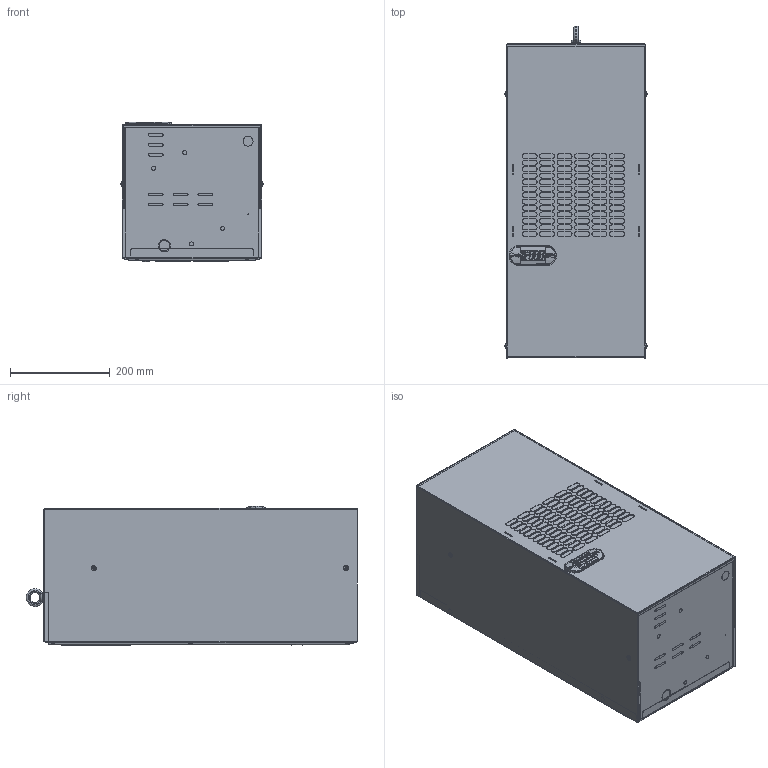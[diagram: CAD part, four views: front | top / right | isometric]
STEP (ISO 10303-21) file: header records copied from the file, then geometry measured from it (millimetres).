
FILE_DESCRIPTION (( 'STEP AP203' ), '1' );
FILE_NAME ('WALL-230V-400V-800W-(280mm).STEP', '2014-01-28T18:37:37', ( '' ), ( '' ), 'SwSTEP 2.0', 'SolidWorks 2013', '' );
FILE_SCHEMA (( 'CONFIG_CONTROL_DESIGN' ));
Length unit declared in the file: millimetre
Products named in the file (1): WALL-230V-400V-800W-(280mm)
Bounding box: 285.21 x 666 x 280.6 mm (x, y, z)
Surface area: 1771865.8 mm2 (no closed solid volume)
Topology: 0 solids, 64 shells, 3164 faces, 8248 edges, 5421 vertices
Faces by surface type: plane 2072, cylinder 832, bspline 209, torus 37, cone 14
Full cylindrical faces by diameter (mm): 0.2 x1, 0.24 x1, 0.308 x1, 0.434 x2, 1.22 x1, 1.4 x8, 1.5 x3, 1.74 x1, 2 x14, 2.8 x5, 2.98 x1, 3.5 x1, 4 x9, 5 x18, 5.8 x4, 6 x1, 7 x4, 8 x4, 10 x8, 14 x1, 20 x3, 145 x1
Entity records: 108459 total; most frequent: CARTESIAN_POINT 32660, ORIENTED_EDGE 16026, DIRECTION 14494, EDGE_CURVE 8035, VECTOR 5414, LINE 5414, VERTEX_POINT 5335, AXIS2_PLACEMENT_3D 4540
